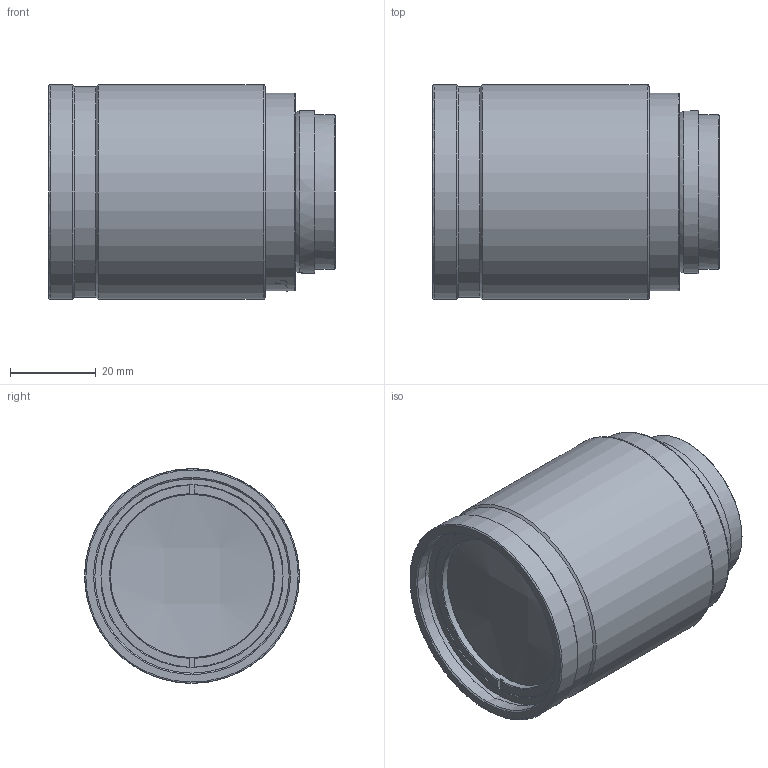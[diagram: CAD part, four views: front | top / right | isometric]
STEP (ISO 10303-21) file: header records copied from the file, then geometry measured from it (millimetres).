
FILE_DESCRIPTION (( 'STEP AP203' ), '1' );
FILE_NAME ('693047.STEP', '2025-12-22T03:06:44', ( 'Windows User' ), ( 'P R C' ), 'SwSTEP 2.0', 'SolidWorks 2020', '' );
FILE_SCHEMA (( 'CONFIG_CONTROL_DESIGN' ));
Length unit declared in the file: millimetre
Products named in the file (1): 693047
Bounding box: 66.72 x 50 x 50 mm (x, y, z)
Surface area: 19332.4 mm2 (no closed solid volume)
Topology: 0 solids, 27 shells, 77 faces, 192 edges, 135 vertices
Faces by surface type: cone 40, plane 16, cylinder 12, bspline 9
Full cylindrical faces by diameter (mm): 36 x1, 37 x1, 38 x2, 45.25 x1, 45.981 x1, 46.25 x1, 49 x1, 50 x2
Entity records: 9808 total; most frequent: CARTESIAN_POINT 8362, ORIENTED_EDGE 235, DIRECTION 206, EDGE_CURVE 157, VERTEX_POINT 123, B_SPLINE_CURVE_WITH_KNOTS 106, EDGE_LOOP 106, AXIS2_PLACEMENT_3D 93
